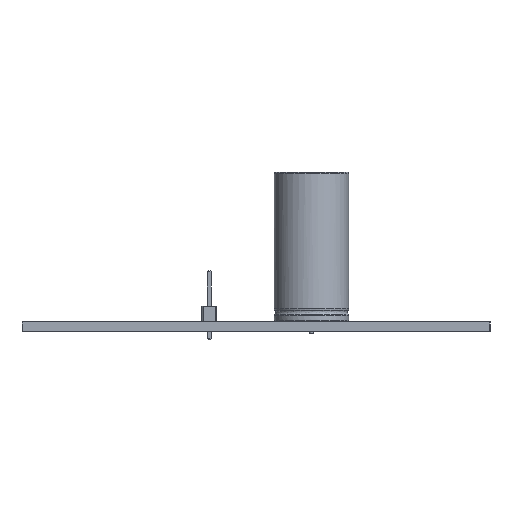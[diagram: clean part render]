
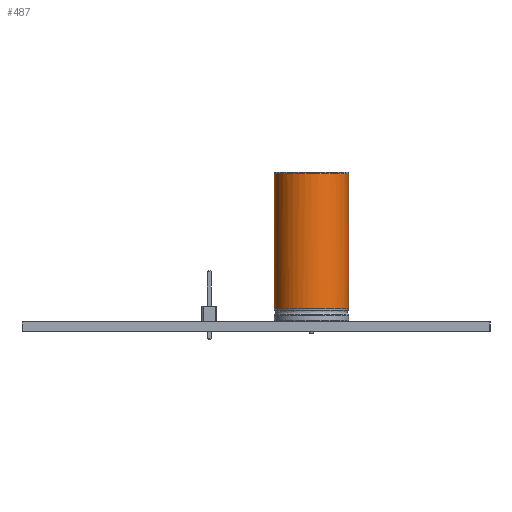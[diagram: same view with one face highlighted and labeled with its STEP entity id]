
A CAD part, left-side view. The second image highlights one B-rep face of the part: STEP entity #487.
In plain terms, the highlighted cylindrical face has radius 6.25 mm (diameter 12.5 mm), a full revolution.
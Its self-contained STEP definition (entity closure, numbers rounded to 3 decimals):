
#415 = VERTEX_POINT('',#416);
#416 = CARTESIAN_POINT('',(8.75,0.,2.135));
#422 = EDGE_CURVE('',#415,#415,#423,.T.);
#423 = ( BOUNDED_CURVE() B_SPLINE_CURVE(14,(#424,#425,#426,#427,#428,
    #429,#430,#431,#432,#433,#434,#435,#436,#437,#438),.UNSPECIFIED.,.T.
,.F.) B_SPLINE_CURVE_WITH_KNOTS((1,14,14,1),(-39.27,
    0.,39.27,78.54),.UNSPECIFIED.) 
CURVE() GEOMETRIC_REPRESENTATION_ITEM() RATIONAL_B_SPLINE_CURVE((1.,1.,
    1.,1.,1.,1.,1.,
    1.,1.,1.,1.,1.,1.,1.
,1.)) REPRESENTATION_ITEM('') );
#424 = CARTESIAN_POINT('',(8.75,0.,2.135));
#425 = CARTESIAN_POINT('',(8.75,-2.764,2.135
    ));
#426 = CARTESIAN_POINT('',(7.433,-5.588,2.135
    ));
#427 = CARTESIAN_POINT('',(4.708,-7.734,2.135
    ));
#428 = CARTESIAN_POINT('',(0.99,-8.44,2.135)
  );
#429 = CARTESIAN_POINT('',(-2.862,-7.043,
    2.135));
#430 = CARTESIAN_POINT('',(-5.446,-4.278,
    2.135));
#431 = CARTESIAN_POINT('',(-7.08,0.,
    2.135));
#432 = CARTESIAN_POINT('',(-5.446,4.278,2.135
    ));
#433 = CARTESIAN_POINT('',(-2.862,7.043,2.135
    ));
#434 = CARTESIAN_POINT('',(0.99,8.44,2.135)
  );
#435 = CARTESIAN_POINT('',(4.708,7.734,2.135)
  );
#436 = CARTESIAN_POINT('',(7.433,5.588,2.135)
  );
#437 = CARTESIAN_POINT('',(8.75,2.764,2.135)
  );
#438 = CARTESIAN_POINT('',(8.75,0.,2.135));
#487 = ADVANCED_FACE('',(#488),#507,.T.);
#488 = FACE_BOUND('',#489,.T.);
#489 = EDGE_LOOP('',(#490,#499,#505,#506));
#490 = ORIENTED_EDGE('',*,*,#491,.T.);
#491 = EDGE_CURVE('',#492,#492,#494,.T.);
#492 = VERTEX_POINT('',#493);
#493 = CARTESIAN_POINT('',(8.75,0.,24.8));
#494 = CIRCLE('',#495,6.25);
#495 = AXIS2_PLACEMENT_3D('',#496,#497,#498);
#496 = CARTESIAN_POINT('',(2.5,0.,24.8));
#497 = DIRECTION('',(0.,-0.,-1.));
#498 = DIRECTION('',(1.,0.,0.));
#499 = ORIENTED_EDGE('',*,*,#500,.F.);
#500 = EDGE_CURVE('',#415,#492,#501,.T.);
#501 = LINE('',#502,#503);
#502 = CARTESIAN_POINT('',(8.75,0.,2.));
#503 = VECTOR('',#504,1.);
#504 = DIRECTION('',(0.,0.,1.));
#505 = ORIENTED_EDGE('',*,*,#422,.F.);
#506 = ORIENTED_EDGE('',*,*,#500,.T.);
#507 = CYLINDRICAL_SURFACE('',#508,6.25);
#508 = AXIS2_PLACEMENT_3D('',#509,#510,#511);
#509 = CARTESIAN_POINT('',(2.5,0.,2.));
#510 = DIRECTION('',(0.,0.,1.));
#511 = DIRECTION('',(1.,0.,0.));
